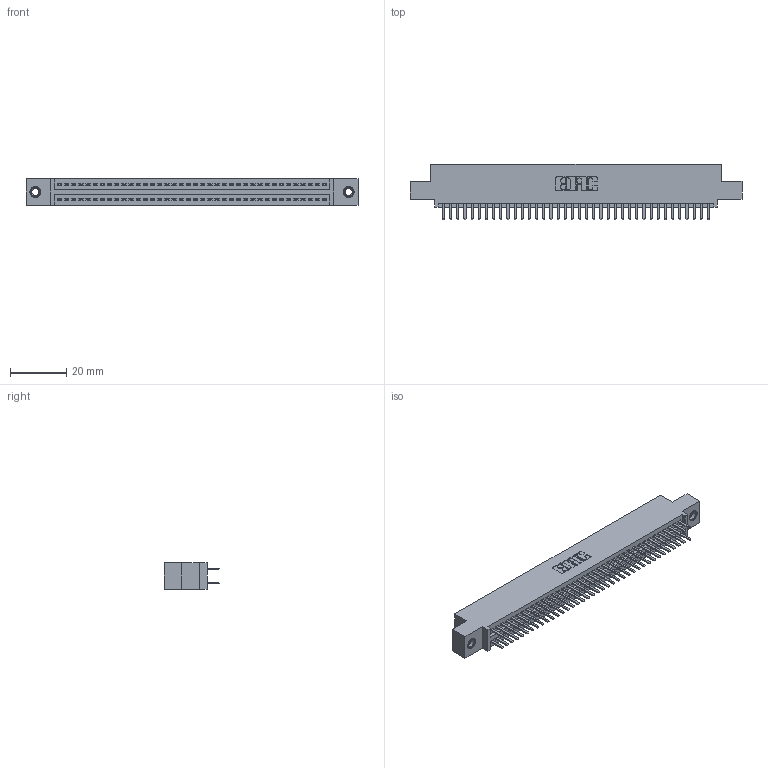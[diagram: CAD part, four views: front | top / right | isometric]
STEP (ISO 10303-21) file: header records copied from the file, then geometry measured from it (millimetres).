
FILE_DESCRIPTION (( 'STEP AP203' ), '1' );
FILE_NAME ('395-076-520-507.STEP', '2019-10-24T15:49:21', ( '' ), ( '' ), 'SwSTEP 2.0', 'SolidWorks 2016', '' );
FILE_SCHEMA (( 'CONFIG_CONTROL_DESIGN' ));
Length unit declared in the file: inch
Products named in the file (4): 345 Part_0.110 Offset - 0.156 Dia-TI; 345-292-001_345-293-120; 345-250-001_345-250-005-103; 395-076-520-507
Assembly tree (79 placements, depth 2):
  395-076-520-507
    345 Part_0.110 Offset - 0.156 Dia-TI
    345-292-001_345-293-120  x76
    345-250-001_345-250-005-103  x2
Bounding box: 117.73 x 19.68 x 9.4 mm (x, y, z)
Volume: 11278.9 mm3; surface area: 16644.3 mm2
Topology: 79 solids, 79 shells, 4294 faces, 12421 edges, 8070 vertices
Faces by surface type: plane 2776, cylinder 1502, cone 12, torus 4
Entity records: 31786 total; most frequent: CARTESIAN_POINT 5327, ORIENTED_EDGE 5242, DIRECTION 4715, EDGE_CURVE 2621, VECTOR 2313, LINE 2313, VERTEX_POINT 1740, AXIS2_PLACEMENT_3D 1201
